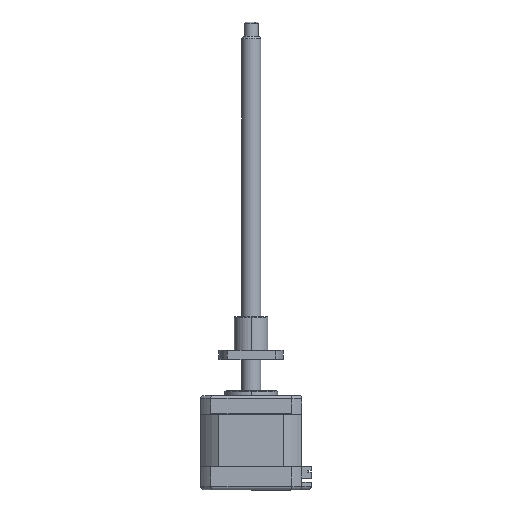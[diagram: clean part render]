
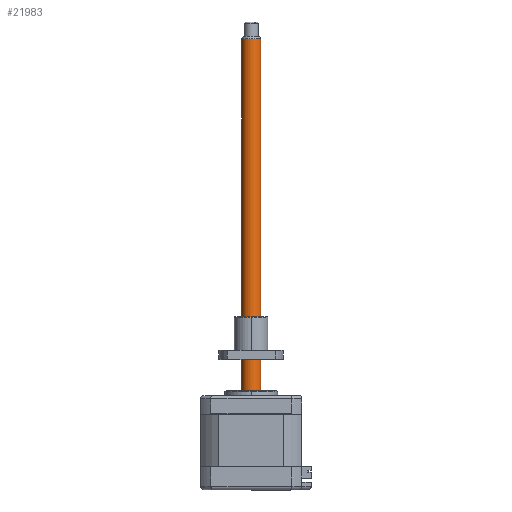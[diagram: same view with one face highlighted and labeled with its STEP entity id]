
A CAD part, top view. The second image highlights one B-rep face of the part: STEP entity #21983.
In plain terms, the highlighted cylindrical face has radius 4 mm (diameter 8 mm), a partial arc.
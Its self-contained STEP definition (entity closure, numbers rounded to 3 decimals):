
#269 = ORIENTED_EDGE ( 'NONE', *, *, #23032, .F. ) ;
#1614 = EDGE_CURVE ( 'NONE', #32195, #37292, #35372, .T. ) ;
#7074 = EDGE_LOOP ( 'NONE', ( #269, #30178, #29939, #36567 ) ) ;
#7104 = EDGE_CURVE ( 'NONE', #17545, #26751, #31497, .T. ) ;
#7832 = CARTESIAN_POINT ( 'NONE',  ( -4.709, 167.843, 16.638 ) ) ;
#8363 = VECTOR ( 'NONE', #13839, 1000. ) ;
#11023 = LINE ( 'NONE', #12695, #36517 ) ;
#11419 = DIRECTION ( 'NONE',  ( 0., -1., 0. ) ) ;
#11502 = EDGE_CURVE ( 'NONE', #26751, #37292, #42703, .T. ) ;
#11933 = FACE_OUTER_BOUND ( 'NONE', #7074, .T. ) ;
#12695 = CARTESIAN_POINT ( 'NONE',  ( -0.709, 167.843, 16.638 ) ) ;
#13708 = CARTESIAN_POINT ( 'NONE',  ( -4.709, 166.843, 16.638 ) ) ;
#13839 = DIRECTION ( 'NONE',  ( 0., -1., 0. ) ) ;
#14899 = DIRECTION ( 'NONE',  ( -1., 0., 0. ) ) ;
#16289 = CARTESIAN_POINT ( 'NONE',  ( -8.709, 166.843, 16.638 ) ) ;
#16913 = AXIS2_PLACEMENT_3D ( 'NONE', #7832, #35546, #14899 ) ;
#17545 = VERTEX_POINT ( 'NONE', #31614 ) ;
#19523 = CARTESIAN_POINT ( 'NONE',  ( -0.709, 17.843, 16.638 ) ) ;
#19796 = DIRECTION ( 'NONE',  ( 0., -1., 0. ) ) ;
#21983 = ADVANCED_FACE ( 'NONE', ( #11933 ), #43561, .T. ) ;
#23032 = EDGE_CURVE ( 'NONE', #17545, #32195, #11023, .T. ) ;
#25908 = AXIS2_PLACEMENT_3D ( 'NONE', #36081, #36394, #32947 ) ;
#26751 = VERTEX_POINT ( 'NONE', #16289 ) ;
#27921 = CARTESIAN_POINT ( 'NONE',  ( -8.709, 167.843, 16.638 ) ) ;
#29939 = ORIENTED_EDGE ( 'NONE', *, *, #11502, .T. ) ;
#30178 = ORIENTED_EDGE ( 'NONE', *, *, #7104, .T. ) ;
#31497 = CIRCLE ( 'NONE', #44177, 4. ) ;
#31614 = CARTESIAN_POINT ( 'NONE',  ( -0.709, 166.843, 16.638 ) ) ;
#32195 = VERTEX_POINT ( 'NONE', #19523 ) ;
#32947 = DIRECTION ( 'NONE',  ( -1., 0., 0. ) ) ;
#35372 = CIRCLE ( 'NONE', #25908, 4. ) ;
#35546 = DIRECTION ( 'NONE',  ( 0., -1., 0. ) ) ;
#36081 = CARTESIAN_POINT ( 'NONE',  ( -4.709, 17.843, 16.638 ) ) ;
#36394 = DIRECTION ( 'NONE',  ( 0., -1., 0. ) ) ;
#36517 = VECTOR ( 'NONE', #19796, 1000. ) ;
#36567 = ORIENTED_EDGE ( 'NONE', *, *, #1614, .F. ) ;
#37292 = VERTEX_POINT ( 'NONE', #41487 ) ;
#41487 = CARTESIAN_POINT ( 'NONE',  ( -8.709, 17.843, 16.638 ) ) ;
#42703 = LINE ( 'NONE', #27921, #8363 ) ;
#42717 = DIRECTION ( 'NONE',  ( 1., 0., 0. ) ) ;
#43561 = CYLINDRICAL_SURFACE ( 'NONE', #16913, 4. ) ;
#44177 = AXIS2_PLACEMENT_3D ( 'NONE', #13708, #11419, #42717 ) ;
